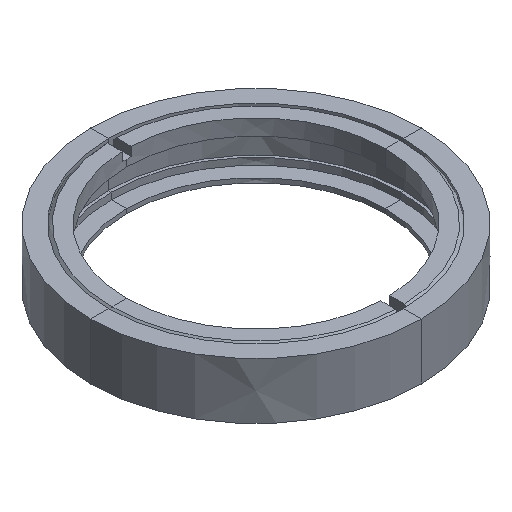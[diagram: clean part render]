
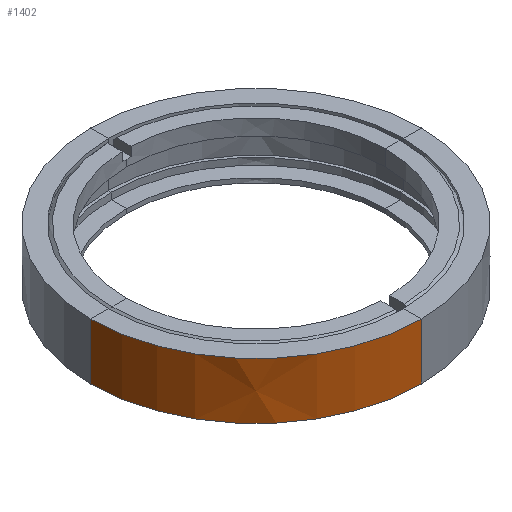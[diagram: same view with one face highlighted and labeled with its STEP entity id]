
A CAD part, isometric view. The second image highlights one B-rep face of the part: STEP entity #1402.
In plain terms, the highlighted free-form (B-spline) face has degree [2, 2] with [3, 3] control points.
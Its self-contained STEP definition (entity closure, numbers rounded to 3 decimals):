
#14 = CARTESIAN_POINT ( 'NONE',  ( 0., -14.7, 5. ) ) ;
#143 = CARTESIAN_POINT ( 'NONE',  ( -14.7, 0., 0. ) ) ;
#183 = CARTESIAN_POINT ( 'NONE',  ( 0., 0., 0. ) ) ;
#195 = DIRECTION ( 'NONE',  ( 1., 0., 0. ) ) ;
#255 = CARTESIAN_POINT ( 'NONE',  ( 0., -14.7, 0. ) ) ;
#260 = CARTESIAN_POINT ( 'NONE',  ( 0., -14.7, 5. ) ) ;
#262 = EDGE_CURVE ( 'NONE', #1262, #1006, #1024, .T. ) ;
#322 = VECTOR ( 'NONE', #873, 1000. ) ;
#356 = CARTESIAN_POINT ( 'NONE',  ( 0., -14.7, 0. ) ) ;
#411 =( BOUNDED_SURFACE ( )  B_SPLINE_SURFACE ( 2, 2, ( 
 ( #1546, #1427, #834 ),
 ( #553, #842, #1264 ),
 ( #255, #1109, #260 ) ),
 .UNSPECIFIED., .F., .F., .F. ) 
 B_SPLINE_SURFACE_WITH_KNOTS ( ( 3, 3 ),
 ( 3, 3 ),
 ( 0., 1. ),
 ( 0., 1. ),
 .UNSPECIFIED. ) 
 GEOMETRIC_REPRESENTATION_ITEM ( )  RATIONAL_B_SPLINE_SURFACE ( (
 ( 1., 1., 1.),
 ( 0.707, 0.707, 0.707),
 ( 1., 1., 1.) ) ) 
 REPRESENTATION_ITEM ( '' )  SURFACE ( )  );
#443 = CIRCLE ( 'NONE', #833, 14.7 ) ;
#475 = DIRECTION ( 'NONE',  ( 0., 0., 1. ) ) ;
#553 = CARTESIAN_POINT ( 'NONE',  ( -14.7, -14.7, 0. ) ) ;
#656 = CARTESIAN_POINT ( 'NONE',  ( 0., 0., 5. ) ) ;
#702 = EDGE_CURVE ( 'NONE', #1348, #1533, #443, .T. ) ;
#732 = CARTESIAN_POINT ( 'NONE',  ( -14.7, 0., 5. ) ) ;
#764 = DIRECTION ( 'NONE',  ( 1., 0., 0. ) ) ;
#768 = ORIENTED_EDGE ( 'NONE', *, *, #1505, .T. ) ;
#776 = AXIS2_PLACEMENT_3D ( 'NONE', #183, #475, #195 ) ;
#833 = AXIS2_PLACEMENT_3D ( 'NONE', #656, #1212, #764 ) ;
#834 = CARTESIAN_POINT ( 'NONE',  ( -14.7, 0., 5. ) ) ;
#842 = CARTESIAN_POINT ( 'NONE',  ( -14.7, -14.7, 2.5 ) ) ;
#873 = DIRECTION ( 'NONE',  ( 0., 0., -1. ) ) ;
#1006 = VERTEX_POINT ( 'NONE', #356 ) ;
#1024 = CIRCLE ( 'NONE', #776, 14.7 ) ;
#1032 = DIRECTION ( 'NONE',  ( 0., 0., -1. ) ) ;
#1109 = CARTESIAN_POINT ( 'NONE',  ( 0., -14.7, 2.5 ) ) ;
#1128 = VECTOR ( 'NONE', #1032, 1000. ) ;
#1212 = DIRECTION ( 'NONE',  ( 0., 0., 1. ) ) ;
#1262 = VERTEX_POINT ( 'NONE', #143 ) ;
#1264 = CARTESIAN_POINT ( 'NONE',  ( -14.7, -14.7, 5. ) ) ;
#1348 = VERTEX_POINT ( 'NONE', #1512 ) ;
#1402 = ADVANCED_FACE ( 'NONE', ( #1588 ), #411, .T. ) ;
#1427 = CARTESIAN_POINT ( 'NONE',  ( -14.7, 0., 2.5 ) ) ;
#1451 = LINE ( 'NONE', #14, #1128 ) ;
#1490 = ORIENTED_EDGE ( 'NONE', *, *, #1909, .F. ) ;
#1496 = ORIENTED_EDGE ( 'NONE', *, *, #702, .F. ) ;
#1505 = EDGE_CURVE ( 'NONE', #1348, #1262, #1568, .T. ) ;
#1512 = CARTESIAN_POINT ( 'NONE',  ( -14.7, 0., 5. ) ) ;
#1533 = VERTEX_POINT ( 'NONE', #1875 ) ;
#1546 = CARTESIAN_POINT ( 'NONE',  ( -14.7, 0., 0. ) ) ;
#1558 = ORIENTED_EDGE ( 'NONE', *, *, #262, .T. ) ;
#1568 = LINE ( 'NONE', #732, #322 ) ;
#1588 = FACE_OUTER_BOUND ( 'NONE', #1761, .T. ) ;
#1761 = EDGE_LOOP ( 'NONE', ( #1490, #1496, #768, #1558 ) ) ;
#1875 = CARTESIAN_POINT ( 'NONE',  ( 0., -14.7, 5. ) ) ;
#1909 = EDGE_CURVE ( 'NONE', #1533, #1006, #1451, .T. ) ;
